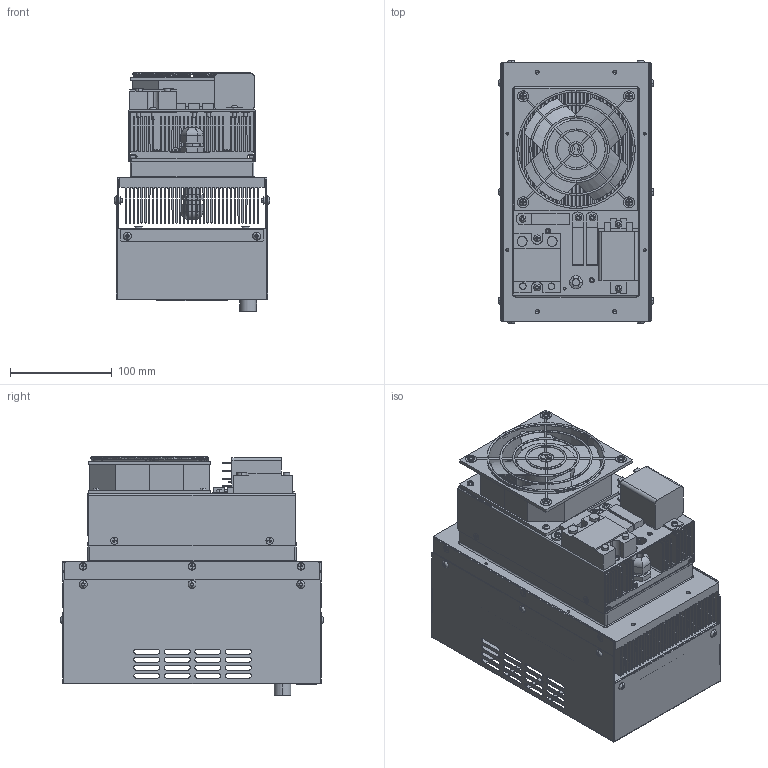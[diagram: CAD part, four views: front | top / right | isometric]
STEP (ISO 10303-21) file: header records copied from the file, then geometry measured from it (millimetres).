
FILE_DESCRIPTION (( 'STEP AP203' ), '1' );
FILE_NAME ('ahp-401.STEP', '2016-05-10T17:18:03', ( '' ), ( '' ), 'SwSTEP 2.0', 'SolidWorks 2016', '' );
FILE_SCHEMA (( 'CONFIG_CONTROL_DESIGN' ));
Products named in the file (2): AHP-401; ahp-401
Assembly tree (1 placements, depth 2):
  ahp-401
    AHP-401
Bounding box: 152.45 x 258.06 x 234.54 mm (x, y, z)
Surface area: 1751956.6 mm2 (no closed solid volume)
Topology: 0 solids, 113 shells, 2972 faces, 8017 edges, 5338 vertices
Faces by surface type: plane 1652, cylinder 1124, cone 88, torus 80, bspline 28
Entity records: 100623 total; most frequent: CARTESIAN_POINT 25656, ORIENTED_EDGE 15908, DIRECTION 14866, EDGE_CURVE 7962, VERTEX_POINT 5336, AXIS2_PLACEMENT_3D 5181, LINE 4504, VECTOR 4504
